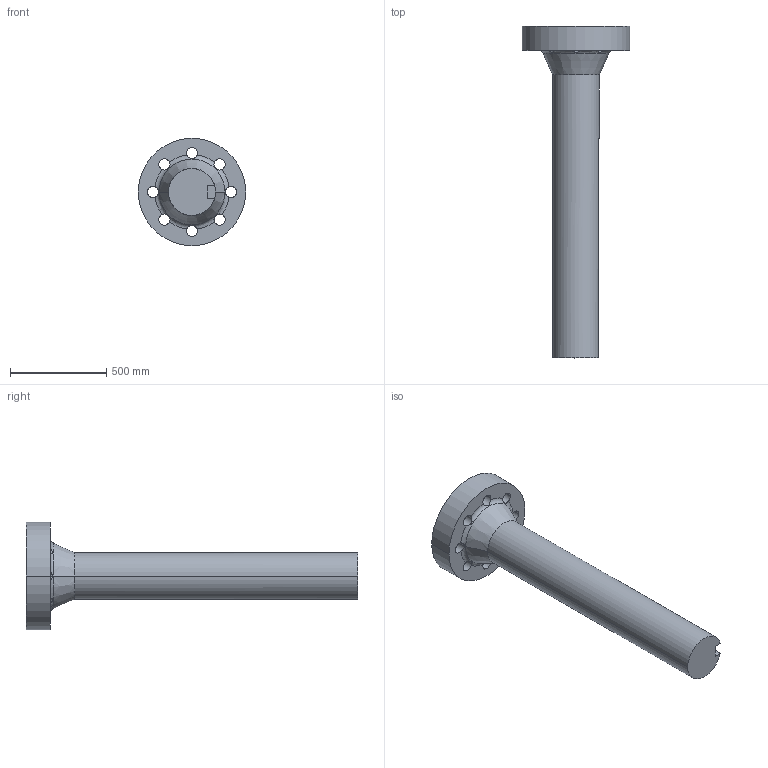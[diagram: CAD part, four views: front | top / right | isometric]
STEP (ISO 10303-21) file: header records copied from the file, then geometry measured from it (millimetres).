
FILE_DESCRIPTION((''),'2;1');
FILE_NAME('COUPLER1','2016-05-26T',('arun.sam'),(''),'PRO/ENGINEER BY PARAMETRIC TECHNOLOGY CORPORATION, 2009440','PRO/ENGINEER BY PARAMETRIC TECHNOLOGY CORPORATION, 2009440','');
FILE_SCHEMA(('CONFIG_CONTROL_DESIGN'));
Length unit declared in the file: inch
Products named in the file (1): COUPLER1
Bounding box: 558.8 x 1727.2 x 558.8 mm (x, y, z)
Volume: 95631585 mm3; surface area: 2269394.8 mm2
Topology: 1 solids, 1 shells, 34 faces, 121 edges, 92 vertices
Faces by surface type: cylinder 22, plane 8, cone 2, torus 2
Entity records: 1472 total; most frequent: CARTESIAN_POINT 346, DIRECTION 237, ORIENTED_EDGE 224, EDGE_CURVE 112, AXIS2_PLACEMENT_3D 97, VERTEX_POINT 74, CIRCLE 62, EDGE_LOOP 44
